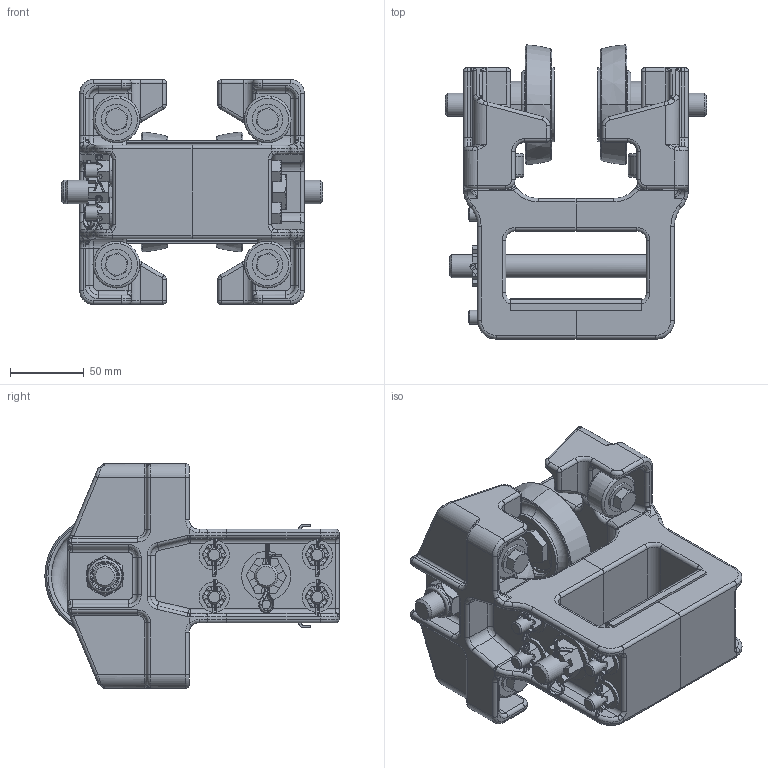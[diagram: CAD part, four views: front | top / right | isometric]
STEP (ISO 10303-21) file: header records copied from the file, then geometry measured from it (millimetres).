
FILE_DESCRIPTION((''),'2;1');
FILE_NAME('10240.stp','2011-03-30T15:10:23',('jholman'),(''),'Autodesk Inventor 2011','Autodesk Inventor 2011','');
FILE_SCHEMA(('AUTOMOTIVE_DESIGN { 1 0 10303 214 1 1 1 1 }'));
Length unit declared in the file: inch
Products named in the file (23): 10240; 3D11W5B4D; 3D11CHB4C; 3D1177B4C; 3D11A6B4A; 3D11W6B4B; 3D11K7B4B; 3D11Q6B4B; 3D1144G4A; 3D1134G4A; 3D1124B4A; Hex Cap Screw - UNC (Regular Thread - Inch) 5/8-11 UNC - 5.5; Type A - Plain Washer (Inch) 5/8 - narrow - Type A; 3D11X2B4A; 3D1159B4C; 3D112HB4B; 3D11X6B4A; 3D1153B4A; Hex Bolt - Inch 3/8-16 UNC - 2; Hex Nut - UNC (Regular Thread - Inch) 3/8 - 16; Hex Bolt - UNC (Regular Thread - Inch) 3/8-16 UNC - 5; Slotted Hex Nut - UNC (Regular Thread - Inch) 3/8 - 16; Pin - Cotter - Extended Prong Square Cut Type (Inch)  ANSI B18.8.1 3/32 x 3/4 Extended Prong Square Cut Type
Assembly tree (46 placements, depth 3):
  10240
    3D11W5B4D  x2
    3D11CHB4C  x2
      3D1177B4C
      3D11A6B4A
      3D11W6B4B
      3D11K7B4B
      3D11Q6B4B
    3D1144G4A  x2
    3D1134G4A  x2
    3D1124B4A
    Hex Cap Screw - UNC (Regular Thread - Inch) 5/8-11 UNC - 5.5
    Type A - Plain Washer (Inch) 5/8 - narrow - Type A
    3D11X2B4A
    3D1159B4C
    3D112HB4B  x4
      3D11X6B4A
      3D1153B4A
      Hex Bolt - Inch 3/8-16 UNC - 2
    Hex Nut - UNC (Regular Thread - Inch) 3/8 - 16  x4
    Hex Bolt - UNC (Regular Thread - Inch) 3/8-16 UNC - 5  x4
    Slotted Hex Nut - UNC (Regular Thread - Inch) 3/8 - 16  x4
    3D1153B4A  x4
    Pin - Cotter - Extended Prong Square Cut Type (Inch)  ANSI B18.8.1 3/32 x 3/4 Extended Prong Square Cut Type  x4
Bounding box: 177.22 x 199.38 x 152.4 mm (x, y, z)
Volume: 1087732.3 mm3; surface area: 322090.3 mm2
Topology: 57 solids, 57 shells, 2339 faces, 5455 edges, 3165 vertices
Faces by surface type: cylinder 701, plane 601, bspline 406, torus 290, cone 233, sphere 108
Full cylindrical faces by diameter (mm): 3.175 x4, 3.969 x1, 7.798 x8, 9.525 x12, 9.855 x8, 10.319 x8, 13.386 x2, 14.275 x4, 14.351 x2, 15.862 x2, 15.875 x1, 16.272 x4, 16.612 x2, 16.662 x1, 16.98 x2, 17.374 x2, 21.431 x1, 23.114 x2, 25.4 x2, 33.325 x1, 40.005 x2
Entity records: 32849 total; most frequent: CARTESIAN_POINT 10238, DIRECTION 4705, ORIENTED_EDGE 4482, EDGE_CURVE 2241, AXIS2_PLACEMENT_3D 1973, VERTEX_POINT 1354, EDGE_LOOP 1083, CIRCLE 1060
